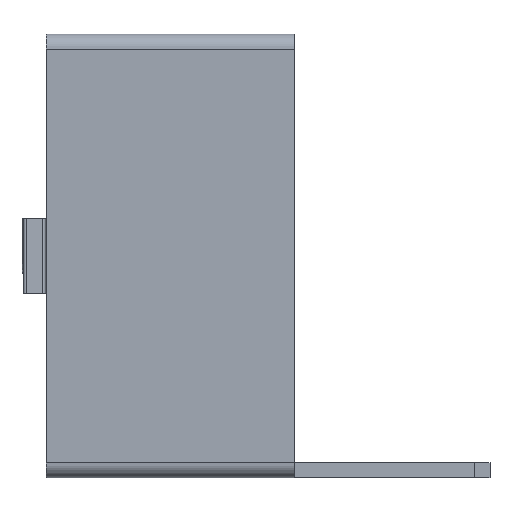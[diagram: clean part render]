
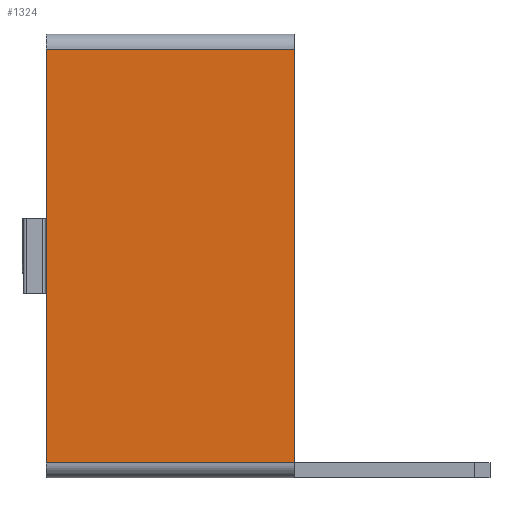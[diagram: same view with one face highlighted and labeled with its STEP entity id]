
A CAD part, left-side view. The second image highlights one B-rep face of the part: STEP entity #1324.
In plain terms, the highlighted planar face has unit normal (-1, 0, 0).
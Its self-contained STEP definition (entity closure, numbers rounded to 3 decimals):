
#127=FACE_OUTER_BOUND('',#201,.T.);
#201=EDGE_LOOP('',(#1188,#1189,#1190,#1191));
#286=LINE('',#2003,#446);
#342=LINE('',#2124,#502);
#362=LINE('',#2166,#522);
#363=LINE('',#2168,#523);
#446=VECTOR('',#1621,10.);
#502=VECTOR('',#1723,10.);
#522=VECTOR('',#1769,10.);
#523=VECTOR('',#1772,10.);
#590=VERTEX_POINT('',#1989);
#596=VERTEX_POINT('',#2001);
#637=VERTEX_POINT('',#2121);
#638=VERTEX_POINT('',#2123);
#750=EDGE_CURVE('',#590,#596,#286,.T.);
#809=EDGE_CURVE('',#637,#638,#342,.T.);
#832=EDGE_CURVE('',#596,#638,#362,.T.);
#833=EDGE_CURVE('',#590,#637,#363,.T.);
#1188=ORIENTED_EDGE('',*,*,#750,.T.);
#1189=ORIENTED_EDGE('',*,*,#832,.T.);
#1190=ORIENTED_EDGE('',*,*,#809,.F.);
#1191=ORIENTED_EDGE('',*,*,#833,.F.);
#1258=PLANE('',#1430);
#1324=ADVANCED_FACE('',(#127),#1258,.T.);
#1430=AXIS2_PLACEMENT_3D('',#2167,#1770,#1771);
#1621=DIRECTION('',(0.,0.,-1.));
#1723=DIRECTION('',(0.,0.,-1.));
#1769=DIRECTION('',(0.,-1.,0.));
#1770=DIRECTION('center_axis',(-1.,0.,0.));
#1771=DIRECTION('ref_axis',(0.,0.,-1.));
#1772=DIRECTION('',(0.,-1.,0.));
#1989=CARTESIAN_POINT('',(0.,0.,57.));
#2001=CARTESIAN_POINT('',(0.,0.,2.));
#2003=CARTESIAN_POINT('',(0.,0.,57.));
#2121=CARTESIAN_POINT('',(0.,-33.,57.));
#2123=CARTESIAN_POINT('',(0.,-33.,2.));
#2124=CARTESIAN_POINT('',(0.,-33.,57.));
#2166=CARTESIAN_POINT('',(0.,0.,2.));
#2167=CARTESIAN_POINT('Origin',(0.,0.,
57.));
#2168=CARTESIAN_POINT('',(0.,0.,57.));
